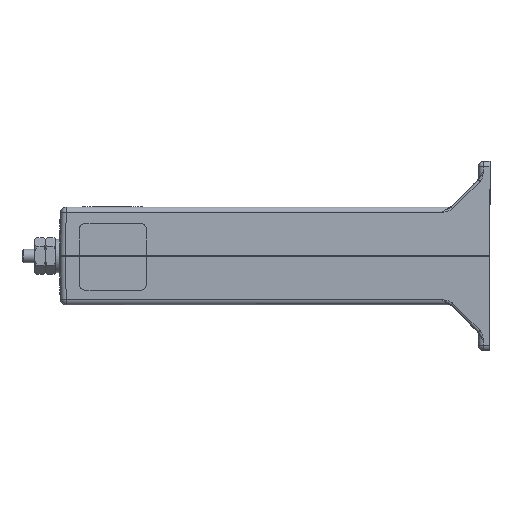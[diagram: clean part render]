
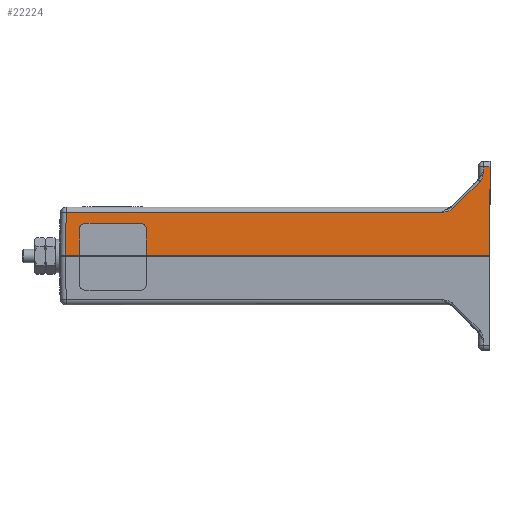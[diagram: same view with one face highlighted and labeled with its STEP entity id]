
A CAD part, left-side view. The second image highlights one B-rep face of the part: STEP entity #22224.
In plain terms, the highlighted planar face has unit normal (-1, 0, 0.018).
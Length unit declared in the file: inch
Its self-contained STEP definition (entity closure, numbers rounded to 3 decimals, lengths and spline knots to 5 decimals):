
#833 = CARTESIAN_POINT ( 'NONE',  ( -2.01921, -2.40233, 0.18615 ) ) ;
#844 = CARTESIAN_POINT ( 'NONE',  ( -2.01553, -2.61306, 0.39687 ) ) ;
#845 = LINE ( 'NONE', #844, #862 ) ;
#861 = DIRECTION ( 'NONE',  ( -0.012, 0.707, -0.707 ) ) ;
#862 = VECTOR ( 'NONE', #861, 39.37008 ) ;
#945 = CARTESIAN_POINT ( 'NONE',  ( -2.01168, -2.74995, 0.61757 ) ) ;
#959 = LINE ( 'NONE', #983, #982 ) ;
#978 = CARTESIAN_POINT ( 'NONE',  ( -2.01388, -2.70779, 0.4916 ) ) ;
#981 = DIRECTION ( 'NONE',  ( -0.017, 0., -1. ) ) ;
#982 = VECTOR ( 'NONE', #981, 39.37008 ) ;
#983 = CARTESIAN_POINT ( 'NONE',  ( -2.01346, -2.74995, 0.51566 ) ) ;
#1342 = CARTESIAN_POINT ( 'NONE',  ( -2.01388, -2.70779, 0.4916 ) ) ;
#1343 = CARTESIAN_POINT ( 'NONE',  ( -2.01381, -2.71181, 0.49563 ) ) ;
#1344 = CARTESIAN_POINT ( 'NONE',  ( -2.01373, -2.71532, 0.50004 ) ) ;
#1346 = B_SPLINE_CURVE_WITH_KNOTS ( 'NONE', 3,
 ( #1351, #1350, #1349, #1348, #1347, #1355, #1354, #1353, #1352, #1344, #1343, #1342 ),
 .UNSPECIFIED., .F., .F.,
 ( 4, 2, 2, 2, 2, 4 ),
 ( -0.00001, 0.00084, 0.0017, 0.00256, 0.00298, 0.00341 ),
 .UNSPECIFIED. ) ;
#1347 = CARTESIAN_POINT ( 'NONE',  ( -2.01264, -2.73976, 0.56233 ) ) ;
#1348 = CARTESIAN_POINT ( 'NONE',  ( -2.01245, -2.742, 0.57335 ) ) ;
#1349 = CARTESIAN_POINT ( 'NONE',  ( -2.01207, -2.74615, 0.59542 ) ) ;
#1350 = CARTESIAN_POINT ( 'NONE',  ( -2.01187, -2.74805, 0.6065 ) ) ;
#1351 = CARTESIAN_POINT ( 'NONE',  ( -2.01168, -2.74995, 0.61757 ) ) ;
#1352 = CARTESIAN_POINT ( 'NONE',  ( -2.01357, -2.72149, 0.50949 ) ) ;
#1353 = CARTESIAN_POINT ( 'NONE',  ( -2.01348, -2.72417, 0.51454 ) ) ;
#1354 = CARTESIAN_POINT ( 'NONE',  ( -2.01321, -2.73104, 0.52993 ) ) ;
#1355 = CARTESIAN_POINT ( 'NONE',  ( -2.01302, -2.73427, 0.54062 ) ) ;
#2763 = CARTESIAN_POINT ( 'NONE',  ( -2.01998, 1.95225, 0.14225 ) ) ;
#4794 = CARTESIAN_POINT ( 'NONE',  ( -2.01094, -2.74995, 0.65971 ) ) ;
#5276 = CARTESIAN_POINT ( 'NONE',  ( -2.01094, -2.81995, 0.65971 ) ) ;
#5414 = DIRECTION ( 'NONE',  ( 0., 1., 0. ) ) ;
#5416 = VECTOR ( 'NONE', #5414, 39.37008 ) ;
#5417 = CARTESIAN_POINT ( 'NONE',  ( -2.01094, -2.68995, 0.65971 ) ) ;
#5418 = LINE ( 'NONE', #5417, #5416 ) ;
#11978 = CARTESIAN_POINT ( 'NONE',  ( -2.02851, -2.81995, -0.34634 ) ) ;
#13081 = CARTESIAN_POINT ( 'NONE',  ( -2.02851, 1.96078, -0.34634 ) ) ;
#13325 = DIRECTION ( 'NONE',  ( 0., -1., 0. ) ) ;
#13326 = VECTOR ( 'NONE', #13325, 39.37008 ) ;
#13327 = CARTESIAN_POINT ( 'NONE',  ( -2.02851, -2.80633, -0.34634 ) ) ;
#13328 = LINE ( 'NONE', #13327, #13326 ) ;
#13944 = VECTOR ( 'NONE', #13998, 39.37008 ) ;
#13945 = CARTESIAN_POINT ( 'NONE',  ( -2.01998, -2.80633, 0.14225 ) ) ;
#13946 = LINE ( 'NONE', #13945, #13944 ) ;
#13998 = DIRECTION ( 'NONE',  ( 0., 1., 0. ) ) ;
#14467 = CARTESIAN_POINT ( 'NONE',  ( -2.01935, -2.39372, 0.17846 ) ) ;
#14468 = CARTESIAN_POINT ( 'NONE',  ( -2.01928, -2.39822, 0.18203 ) ) ;
#14469 = CARTESIAN_POINT ( 'NONE',  ( -2.01998, -2.27463, 0.14225 ) ) ;
#14502 = DIRECTION ( 'NONE',  ( 0.017, 0., 1. ) ) ;
#14503 = DIRECTION ( 'NONE',  ( -1., 0., 0.017 ) ) ;
#14504 = CARTESIAN_POINT ( 'NONE',  ( -2.01891, -2.80633, 0.20366 ) ) ;
#14505 = AXIS2_PLACEMENT_3D ( 'NONE', #14504, #14503, #14502 ) ;
#14520 = CARTESIAN_POINT ( 'NONE',  ( -2.01921, -2.40233, 0.18615 ) ) ;
#14525 = CARTESIAN_POINT ( 'NONE',  ( -2.01996, -2.28028, 0.14328 ) ) ;
#14526 = CARTESIAN_POINT ( 'NONE',  ( -2.01994, -2.28584, 0.14429 ) ) ;
#14527 = CARTESIAN_POINT ( 'NONE',  ( -2.01991, -2.29702, 0.14636 ) ) ;
#14528 = CARTESIAN_POINT ( 'NONE',  ( -2.01989, -2.30261, 0.14742 ) ) ;
#14529 = CARTESIAN_POINT ( 'NONE',  ( -2.01983, -2.31934, 0.15074 ) ) ;
#14533 = CARTESIAN_POINT ( 'NONE',  ( -2.01998, -2.27463, 0.14225 ) ) ;
#14534 = CARTESIAN_POINT ( 'NONE',  ( -2.01979, -2.33045, 0.15311 ) ) ;
#14535 = CARTESIAN_POINT ( 'NONE',  ( -2.01969, -2.3524, 0.15889 ) ) ;
#14536 = CARTESIAN_POINT ( 'NONE',  ( -2.01963, -2.36325, 0.16226 ) ) ;
#14537 = CARTESIAN_POINT ( 'NONE',  ( -2.0195, -2.37898, 0.1694 ) ) ;
#14538 = CARTESIAN_POINT ( 'NONE',  ( -2.01946, -2.38412, 0.17215 ) ) ;
#14546 = PLANE ( 'NONE',  #14505 ) ;
#14547 = FACE_OUTER_BOUND ( 'NONE', #22260, .T. ) ;
#14548 = DIRECTION ( 'NONE',  ( -0.017, 0.017, -1. ) ) ;
#14549 = VECTOR ( 'NONE', #14548, 39.37008 ) ;
#14550 = CARTESIAN_POINT ( 'NONE',  ( -2.01746, 1.94973, 0.28665 ) ) ;
#14551 = LINE ( 'NONE', #14550, #14549 ) ;
#14568 = B_SPLINE_CURVE_WITH_KNOTS ( 'NONE', 3,
 ( #14520, #14468, #14467, #14538, #14537, #14536, #14535, #14534, #14529, #14528, #14527, #14526, #14525, #14533 ),
 .UNSPECIFIED., .F., .F.,
 ( 4, 2, 2, 2, 2, 2, 4 ),
 ( 0., 0.00044, 0.00087, 0.00175, 0.00262, 0.00306, 0.0035 ),
 .UNSPECIFIED. ) ;
#19220 = CARTESIAN_POINT ( 'NONE',  ( -2.03112, -2.81995, -0.49611 ) ) ;
#19221 = LINE ( 'NONE', #19220, #19234 ) ;
#19233 = DIRECTION ( 'NONE',  ( -0.017, 0., -1. ) ) ;
#19234 = VECTOR ( 'NONE', #19233, 39.37008 ) ;
#21115 = VERTEX_POINT ( 'NONE', #2763 ) ;
#21454 = VERTEX_POINT ( 'NONE', #4794 ) ;
#21559 = VERTEX_POINT ( 'NONE', #5276 ) ;
#21589 = EDGE_CURVE ( 'NONE', #21559, #21454, #5418, .T. ) ;
#21606 = EDGE_CURVE ( 'NONE', #21647, #21624, #845, .T. ) ;
#21624 = VERTEX_POINT ( 'NONE', #833 ) ;
#21640 = VERTEX_POINT ( 'NONE', #945 ) ;
#21647 = VERTEX_POINT ( 'NONE', #978 ) ;
#21656 = EDGE_CURVE ( 'NONE', #21454, #21640, #959, .T. ) ;
#21660 = EDGE_CURVE ( 'NONE', #21640, #21647, #1346, .T. ) ;
#21864 = VERTEX_POINT ( 'NONE', #13081 ) ;
#21985 = VERTEX_POINT ( 'NONE', #11978 ) ;
#22129 = EDGE_CURVE ( 'NONE', #21864, #21985, #13328, .T. ) ;
#22178 = ORIENTED_EDGE ( 'NONE', *, *, #22179, .T. ) ;
#22179 = EDGE_CURVE ( 'NONE', #22211, #21115, #13946, .T. ) ;
#22205 = ORIENTED_EDGE ( 'NONE', *, *, #21589, .T. ) ;
#22206 = ORIENTED_EDGE ( 'NONE', *, *, #21656, .T. ) ;
#22207 = ORIENTED_EDGE ( 'NONE', *, *, #21660, .T. ) ;
#22208 = ORIENTED_EDGE ( 'NONE', *, *, #21606, .T. ) ;
#22209 = ORIENTED_EDGE ( 'NONE', *, *, #22210, .T. ) ;
#22210 = EDGE_CURVE ( 'NONE', #21624, #22211, #14568, .T. ) ;
#22211 = VERTEX_POINT ( 'NONE', #14469 ) ;
#22222 = EDGE_CURVE ( 'NONE', #21115, #21864, #14551, .T. ) ;
#22224 = ADVANCED_FACE ( 'NONE', ( #14547 ), #14546, .T. ) ;
#22260 = EDGE_LOOP ( 'NONE', ( #22261, #22262, #22263, #22205, #22206, #22207, #22208, #22209, #22178 ) ) ;
#22261 = ORIENTED_EDGE ( 'NONE', *, *, #22222, .T. ) ;
#22262 = ORIENTED_EDGE ( 'NONE', *, *, #22129, .T. ) ;
#22263 = ORIENTED_EDGE ( 'NONE', *, *, #22420, .F. ) ;
#22420 = EDGE_CURVE ( 'NONE', #21559, #21985, #19221, .T. ) ;
